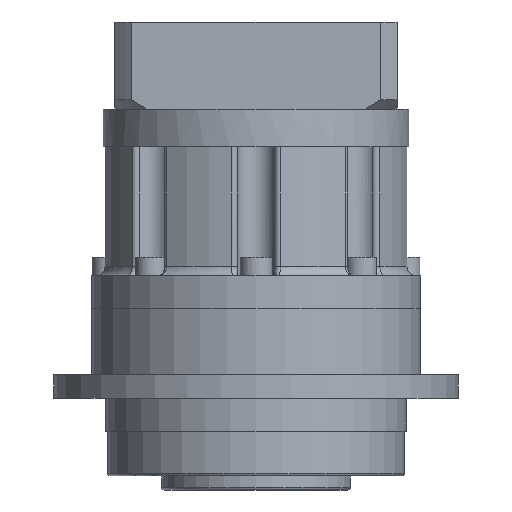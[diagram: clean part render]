
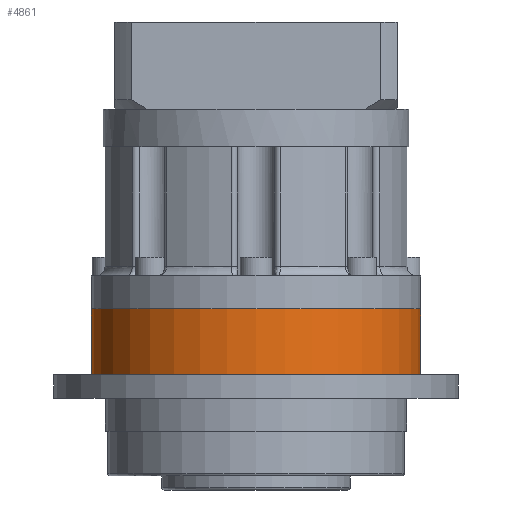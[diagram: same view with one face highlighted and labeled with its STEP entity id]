
A CAD part, front view. The second image highlights one B-rep face of the part: STEP entity #4861.
In plain terms, the highlighted cylindrical face has radius 35 mm (diameter 70 mm), a partial arc.
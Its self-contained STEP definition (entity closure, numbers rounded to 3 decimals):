
#817 = VECTOR ( 'NONE', #13015, 1000. ) ;
#1060 = CARTESIAN_POINT ( 'NONE',  ( -35., 0., -56.5 ) ) ;
#1300 = CIRCLE ( 'NONE', #2082, 35. ) ;
#2082 = AXIS2_PLACEMENT_3D ( 'NONE', #6050, #13618, #7129 ) ;
#2430 = CARTESIAN_POINT ( 'NONE',  ( 0., 0., -56.5 ) ) ;
#3566 = ORIENTED_EDGE ( 'NONE', *, *, #4750, .F. ) ;
#3697 = VERTEX_POINT ( 'NONE', #10415 ) ;
#3973 = CARTESIAN_POINT ( 'NONE',  ( 0., 0., -56.5 ) ) ;
#4586 = AXIS2_PLACEMENT_3D ( 'NONE', #2430, #8950, #10046 ) ;
#4750 = EDGE_CURVE ( 'NONE', #6490, #3697, #11496, .T. ) ;
#4861 = ADVANCED_FACE ( 'NONE', ( #13686 ), #5037, .T. ) ;
#5037 = CYLINDRICAL_SURFACE ( 'NONE', #4586, 35. ) ;
#5050 = DIRECTION ( 'NONE',  ( -1., 0., 0. ) ) ;
#5356 = VERTEX_POINT ( 'NONE', #11958 ) ;
#5442 = CARTESIAN_POINT ( 'NONE',  ( 35., 0., -56.5 ) ) ;
#6050 = CARTESIAN_POINT ( 'NONE',  ( 0., 0., -42.5 ) ) ;
#6490 = VERTEX_POINT ( 'NONE', #1060 ) ;
#7129 = DIRECTION ( 'NONE',  ( 1., 0., 0. ) ) ;
#7244 = ORIENTED_EDGE ( 'NONE', *, *, #8427, .F. ) ;
#7518 = EDGE_LOOP ( 'NONE', ( #3566, #7244, #11880, #8745 ) ) ;
#7765 = EDGE_CURVE ( 'NONE', #9536, #5356, #9135, .T. ) ;
#8155 = EDGE_CURVE ( 'NONE', #3697, #5356, #1300, .T. ) ;
#8427 = EDGE_CURVE ( 'NONE', #9536, #6490, #12805, .T. ) ;
#8620 = VECTOR ( 'NONE', #9401, 1000. ) ;
#8745 = ORIENTED_EDGE ( 'NONE', *, *, #8155, .F. ) ;
#8950 = DIRECTION ( 'NONE',  ( 0., 0., 1. ) ) ;
#9135 = LINE ( 'NONE', #5442, #817 ) ;
#9401 = DIRECTION ( 'NONE',  ( 0., 0., 1. ) ) ;
#9536 = VERTEX_POINT ( 'NONE', #12382 ) ;
#10046 = DIRECTION ( 'NONE',  ( 1., 0., 0. ) ) ;
#10415 = CARTESIAN_POINT ( 'NONE',  ( -35., 0., -42.5 ) ) ;
#11496 = LINE ( 'NONE', #12600, #8620 ) ;
#11559 = DIRECTION ( 'NONE',  ( 0., 0., -1. ) ) ;
#11880 = ORIENTED_EDGE ( 'NONE', *, *, #7765, .T. ) ;
#11958 = CARTESIAN_POINT ( 'NONE',  ( 35., 0., -42.5 ) ) ;
#11998 = AXIS2_PLACEMENT_3D ( 'NONE', #3973, #11559, #5050 ) ;
#12382 = CARTESIAN_POINT ( 'NONE',  ( 35., 0., -56.5 ) ) ;
#12600 = CARTESIAN_POINT ( 'NONE',  ( -35., 0., -56.5 ) ) ;
#12805 = CIRCLE ( 'NONE', #11998, 35. ) ;
#13015 = DIRECTION ( 'NONE',  ( 0., 0., 1. ) ) ;
#13618 = DIRECTION ( 'NONE',  ( 0., 0., 1. ) ) ;
#13686 = FACE_OUTER_BOUND ( 'NONE', #7518, .T. ) ;
